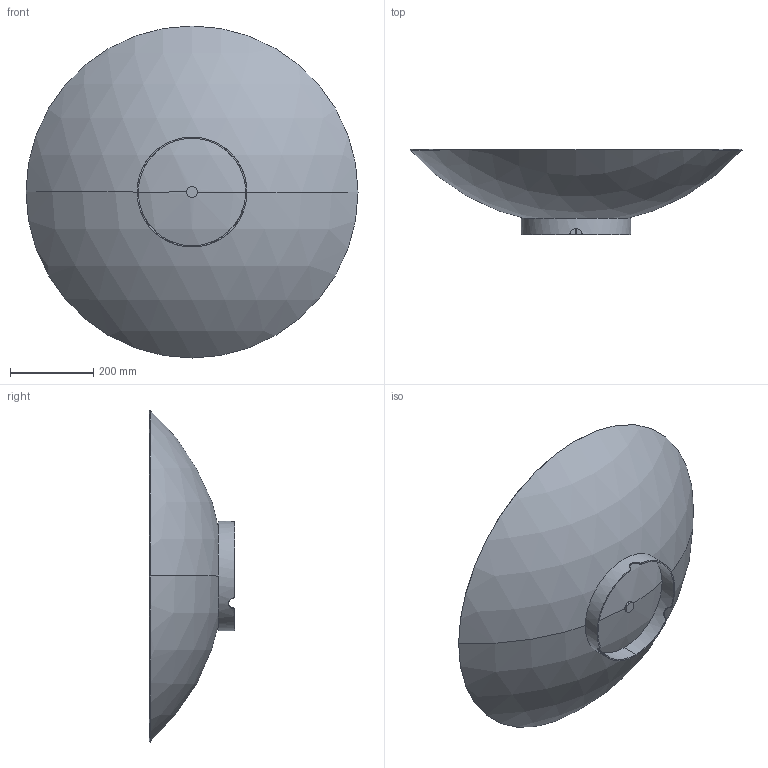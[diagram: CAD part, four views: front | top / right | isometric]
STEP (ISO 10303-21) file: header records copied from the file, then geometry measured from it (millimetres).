
FILE_DESCRIPTION (( 'STEP AP203' ), '1' );
FILE_NAME ('WN2.STEP', '2021-09-20T07:18:40', ( '' ), ( '' ), 'SwSTEP 2.0', 'SolidWorks 2021', '' );
FILE_SCHEMA (( 'CONFIG_CONTROL_DESIGN' ));
Length unit declared in the file: millimetre
Products named in the file (5): Water bowl plug; WN2; WN2 & BN2 bowl 800 Steel; WN2 & BN2-Ring; WN2 & BN2-bowl
Assembly tree (4 placements, depth 3):
  WN2
    WN2 & BN2 bowl 800 Steel
      WN2 & BN2-Ring
      WN2 & BN2-bowl
    Water bowl plug
Bounding box: 800 x 206.06 x 800 mm (x, y, z)
Volume: 1916756.1 mm3; surface area: 1281796.2 mm2
Topology: 3 solids, 3 shells, 30 faces, 78 edges, 52 vertices
Faces by surface type: bspline 9, plane 9, cylinder 4, cone 4, sphere 4
Full cylindrical faces by diameter (mm): 259 x1, 265 x1
Entity records: 2574 total; most frequent: CARTESIAN_POINT 1362, ORIENTED_EDGE 156, DIRECTION 140, EDGE_CURVE 78, AXIS2_PLACEMENT_3D 63, VERTEX_POINT 52, PERSON_AND_ORGANIZATION 44, CIRCLE 34
